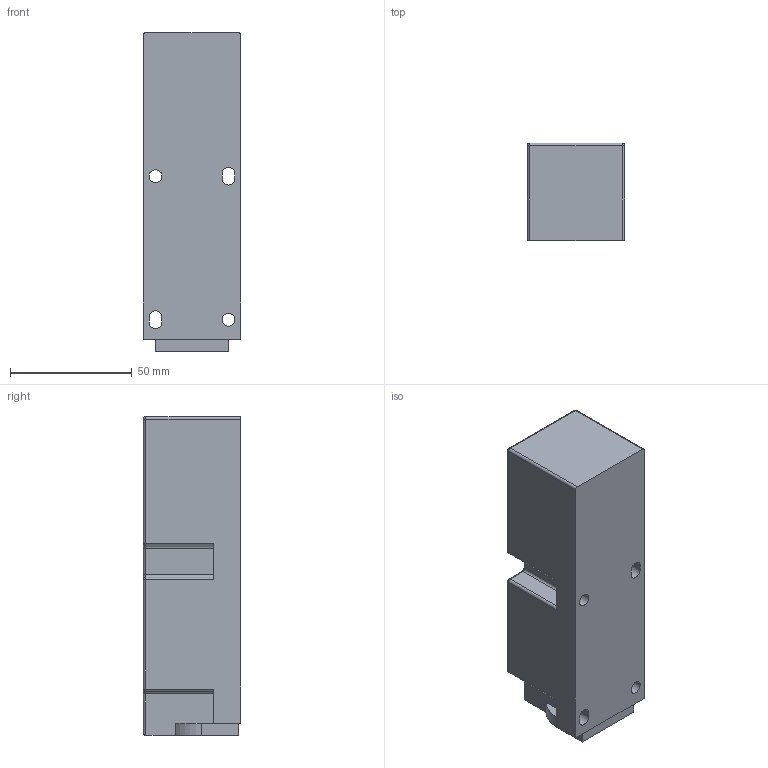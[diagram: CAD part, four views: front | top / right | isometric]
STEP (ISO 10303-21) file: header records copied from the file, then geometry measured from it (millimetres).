
FILE_DESCRIPTION((''),'2;1');
FILE_NAME('VARIKONT_D300094B','2006-01-03T',('Pepperl+Fuchs'),('Industriehansa'),'PRO/ENGINEER BY PARAMETRIC TECHNOLOGY CORPORATION, 2005290','PRO/ENGINEER BY PARAMETRIC TECHNOLOGY CORPORATION, 2005290','');
FILE_SCHEMA(('AUTOMOTIVE_DESIGN_CC2 { 1 2 10303 214 -1 1 5 2 }'));
Length unit declared in the file: millimetre
Products named in the file (1): VARIKONT_D300094B
Bounding box: 40 x 40 x 131 mm (x, y, z)
Volume: 187888.2 mm3; surface area: 26234.1 mm2
Topology: 1 solids, 1 shells, 90 faces, 226 edges, 146 vertices
Faces by surface type: cylinder 44, plane 32, sphere 8, torus 4, bspline 2
Entity records: 3641 total; most frequent: CARTESIAN_POINT 609, DIRECTION 486, ORIENTED_EDGE 432, PRESENTATION_STYLE_ASSIGNMENT 236, STYLED_ITEM 232, CURVE_STYLE 229, EDGE_CURVE 216, AXIS2_PLACEMENT_3D 177
